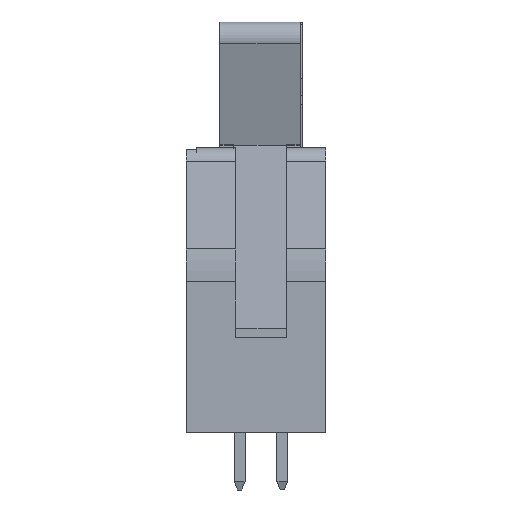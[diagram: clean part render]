
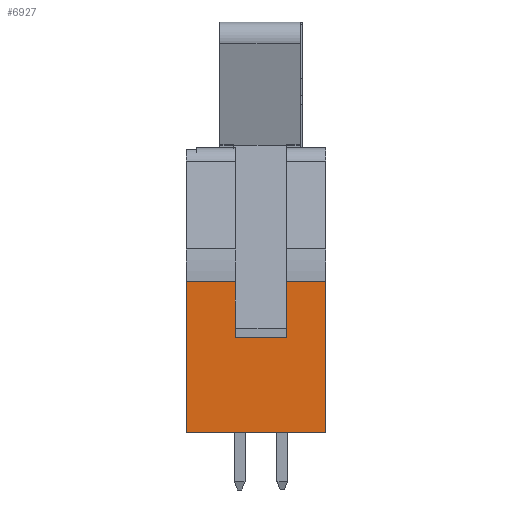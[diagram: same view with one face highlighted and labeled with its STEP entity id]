
A CAD part, left-side view. The second image highlights one B-rep face of the part: STEP entity #6927.
In plain terms, the highlighted planar face has unit normal (-1, 0, 0).
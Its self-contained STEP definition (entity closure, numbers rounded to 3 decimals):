
#900=ORIENTED_EDGE('',*,*,#2775,.T.);
#901=ORIENTED_EDGE('',*,*,#2698,.T.);
#902=ORIENTED_EDGE('',*,*,#2732,.F.);
#903=ORIENTED_EDGE('',*,*,#2649,.F.);
#904=ORIENTED_EDGE('',*,*,#2258,.T.);
#905=ORIENTED_EDGE('',*,*,#2776,.T.);
#906=ORIENTED_EDGE('',*,*,#2777,.F.);
#907=ORIENTED_EDGE('',*,*,#2778,.F.);
#2258=EDGE_CURVE('',#3259,#3258,#3922,.T.);
#2649=EDGE_CURVE('',#3259,#3609,#4285,.T.);
#2698=EDGE_CURVE('',#3643,#3644,#4326,.T.);
#2732=EDGE_CURVE('',#3609,#3644,#4353,.T.);
#2775=EDGE_CURVE('',#3686,#3643,#4393,.T.);
#2776=EDGE_CURVE('',#3258,#3687,#4394,.T.);
#2777=EDGE_CURVE('',#3688,#3687,#4395,.T.);
#2778=EDGE_CURVE('',#3686,#3688,#4396,.T.);
#3258=VERTEX_POINT('',#9430);
#3259=VERTEX_POINT('',#9432);
#3609=VERTEX_POINT('',#10235);
#3643=VERTEX_POINT('',#10328);
#3644=VERTEX_POINT('',#10330);
#3686=VERTEX_POINT('',#10474);
#3687=VERTEX_POINT('',#10476);
#3688=VERTEX_POINT('',#10478);
#3922=LINE('',#9431,#4855);
#4285=LINE('',#10234,#5218);
#4326=LINE('',#10331,#5259);
#4353=LINE('',#10393,#5286);
#4393=LINE('',#10473,#5326);
#4394=LINE('',#10475,#5327);
#4395=LINE('',#10477,#5328);
#4396=LINE('',#10479,#5329);
#4855=VECTOR('',#7640,1000.);
#5218=VECTOR('',#8183,1000.);
#5259=VECTOR('',#8264,1000.);
#5286=VECTOR('',#8323,1000.);
#5326=VECTOR('',#8399,1000.);
#5327=VECTOR('',#8400,1000.);
#5328=VECTOR('',#8401,1000.);
#5329=VECTOR('',#8402,1000.);
#5883=EDGE_LOOP('',(#900,#901,#902,#903,#904,#905,#906,#907));
#6264=FACE_BOUND('',#5883,.T.);
#6619=PLANE('',#7337);
#6927=ADVANCED_FACE('',(#6264),#6619,.T.);
#7337=AXIS2_PLACEMENT_3D('',#10472,#8397,#8398);
#7640=DIRECTION('',(0.,0.,1.));
#8183=DIRECTION('',(0.,1.,0.));
#8264=DIRECTION('',(0.,1.,0.));
#8323=DIRECTION('',(0.,0.,1.));
#8397=DIRECTION('',(-1.,0.,0.));
#8398=DIRECTION('',(0.,0.,1.));
#8399=DIRECTION('',(0.,0.,1.));
#8400=DIRECTION('',(0.,1.,0.));
#8401=DIRECTION('',(0.,0.,1.));
#8402=DIRECTION('',(0.,-1.,0.));
#9430=CARTESIAN_POINT('',(-26.26,-4.15,4.01));
#9431=CARTESIAN_POINT('',(-26.26,-4.15,-5.));
#9432=CARTESIAN_POINT('',(-26.26,-4.15,-5.));
#10234=CARTESIAN_POINT('',(-26.26,-4.15,-5.));
#10235=CARTESIAN_POINT('',(-26.26,4.15,-5.));
#10328=CARTESIAN_POINT('',(-26.26,1.225,4.01));
#10330=CARTESIAN_POINT('',(-26.26,4.15,4.01));
#10331=CARTESIAN_POINT('',(-26.26,-4.15,4.01));
#10393=CARTESIAN_POINT('',(-26.26,4.15,-5.));
#10472=CARTESIAN_POINT('',(-26.26,-4.15,-5.));
#10473=CARTESIAN_POINT('',(-26.26,1.225,0.7));
#10474=CARTESIAN_POINT('',(-26.26,1.225,0.7));
#10475=CARTESIAN_POINT('',(-26.26,-4.15,4.01));
#10476=CARTESIAN_POINT('',(-26.26,-1.825,4.01));
#10477=CARTESIAN_POINT('',(-26.26,-1.825,0.7));
#10478=CARTESIAN_POINT('',(-26.26,-1.825,0.7));
#10479=CARTESIAN_POINT('',(-26.26,1.225,0.7));
